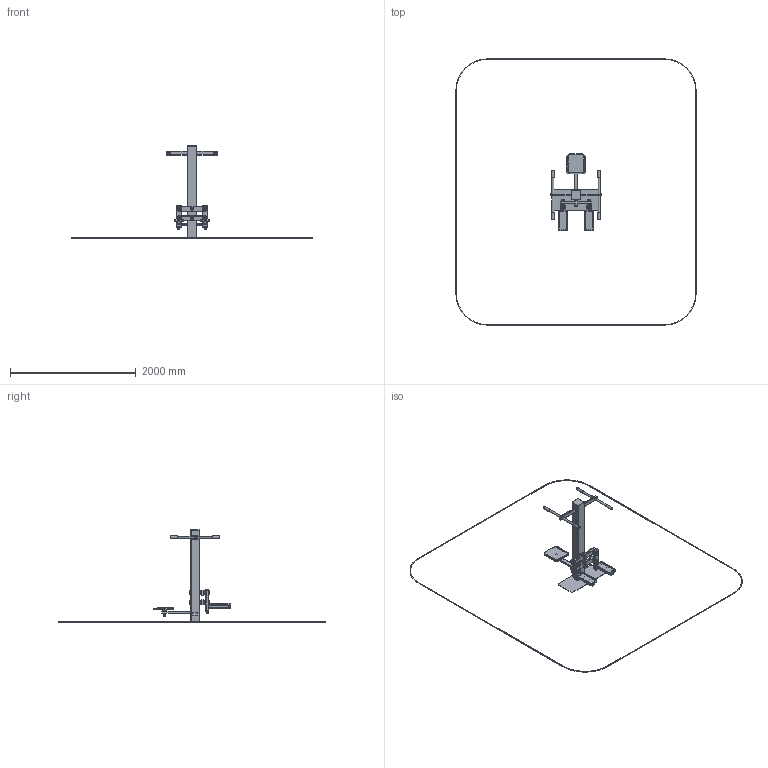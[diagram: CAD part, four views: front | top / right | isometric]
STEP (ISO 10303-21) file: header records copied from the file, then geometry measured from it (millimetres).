
FILE_DESCRIPTION(('STEP AP214'), '1');
FILE_NAME('衵-17-18', '', ('UNSPECIFIED'), ('UNSPECIFIED'), 'C3D Converter', 'C3D Toolkit', '');
FILE_SCHEMA(('AUTOMOTIVE_DESIGN { 1 0 10303 214 3 1 1}'));
Length unit declared in the file: millimetre
Products named in the file (51): УТ-18Н.1.14.01.00.00; УТ-18Н.1.14.01.01.00; УТ-26Н.1.14.01.01.11; УТ-19Н опора (2020); УТ-18Н.1.14.01.03.00; УТ-18Н.1.14.01.03.01; УТ-18Н.1.14.01.02.01; УТ-18Н.1.14.01.02.00; УТ-18Н.1.14.01.02.02; УТ-18Н.1.14.01.00.01; УТ-08.1.14.00.01.02; УТ-18Н.1.14.03.00.00; УТ-18Н.1.14.03.01.00; УТ-18Н.1.14.03.01.01; УТ-18Н.1.14.03.01.02; УТ-18Н.1.14.04.00.00; УТ-18Н.1.14.04.01.00; УТ-18Н.1.14.04.01.01; УТ-18Н.1.14.04.01.02; УТ-18Н.1.14.04.01.03; УТ-07.01.01.02; УТ-18Н.1.14.04.00.01; НФ-00002187; УТ-02.1.14.00.00.01; УТ-26Н.1.14.05.01.00-3020; УТ-26Н.1.14.05.01.03; УТ-18Н.1.14.05.01.04; УТ-26Н.1.14.05.01.01; УТ-18.00.01.02; УТ-18.00.01.05; УТ-18.03.00.00; УТ-18Н.1.14.02.01.00; ФК-03.03
Assembly tree (86 placements, depth 4):
  (unnamed)
    УТ-18Н.1.14.01.00.00
      УТ-18Н.1.14.01.01.00
        УТ-26Н.1.14.01.01.11
        УТ-19Н опора (2020)
      УТ-18Н.1.14.01.03.00  x2
        УТ-18Н.1.14.01.03.01
        УТ-18Н.1.14.01.02.01
      УТ-18Н.1.14.01.02.00  x2
        УТ-18Н.1.14.01.02.01
        УТ-18Н.1.14.01.02.02
      УТ-18Н.1.14.01.00.01  x2
      УТ-08.1.14.00.01.02
    УТ-18Н.1.14.03.00.00  x2
      УТ-18Н.1.14.03.01.00
        УТ-18Н.1.14.03.01.01
        УТ-18Н.1.14.03.01.02  x3
      (unnamed)
    УТ-18Н.1.14.04.00.00  x2
      УТ-18Н.1.14.04.01.00
        УТ-18Н.1.14.04.01.01
        УТ-18Н.1.14.04.01.02
        УТ-18Н.1.14.04.01.03
        УТ-07.01.01.02
      УТ-18Н.1.14.01.02.00
        УТ-18Н.1.14.01.02.01
        УТ-18Н.1.14.01.02.02
      УТ-18Н.1.14.01.03.00
        УТ-18Н.1.14.01.03.01
        УТ-18Н.1.14.01.02.01
      УТ-18Н.1.14.04.00.01
      (unnamed)
      (unnamed)
      НФ-00002187
      УТ-02.1.14.00.00.01
    УТ-26Н.1.14.05.01.00-3020  x2
      УТ-26Н.1.14.05.01.03
      УТ-18Н.1.14.05.01.04
      УТ-26Н.1.14.05.01.01
    УТ-18.00.01.02
    УТ-18.00.01.05
    УТ-18.03.00.00
      УТ-18Н.1.14.02.01.00
        (unnamed)
        (unnamed)
      (unnamed)
    (unnamed)
    (unnamed)  x4
    (unnamed)  x4
    (unnamed)  x2
    (unnamed)
      (unnamed)
        ФК-03.03  x6
        (unnamed)  x2
        (unnamed)  x3
      (unnamed)  x6
        (unnamed)
        (unnamed)
        (unnamed)
Bounding box: 3826 x 4238.95 x 1472 mm (x, y, z)
Volume: 16057783 mm3; surface area: 6237255.7 mm2
Topology: 84 solids, 96 shells, 1593 faces, 3415 edges, 2126 vertices
Faces by surface type: plane 701, cylinder 558, torus 196, cone 116, bspline 22
Full cylindrical faces by diameter (mm): 5 x4, 6.5 x2, 6.647 x2, 6.917 x8, 8 x4, 10 x7, 12 x1, 12.5 x6, 15 x4, 18 x1, 28 x3, 29 x1, 30 x14, 32 x11, 34 x6, 35 x4, 36 x6, 37 x1, 40 x11, 43 x13, 44 x2, 46 x24, 48 x19, 49 x12, 53 x24, 55 x13, 56 x12, 58 x18, 59 x12, 63 x12
Entity records: 26828 total; most frequent: CARTESIAN_POINT 7124, DIRECTION 3013, ORIENTED_EDGE 2400, EDGE_CURVE 1200, AXIS2_PLACEMENT_3D 1185, VERTEX_POINT 838, EDGE_LOOP 824, LINE 643
